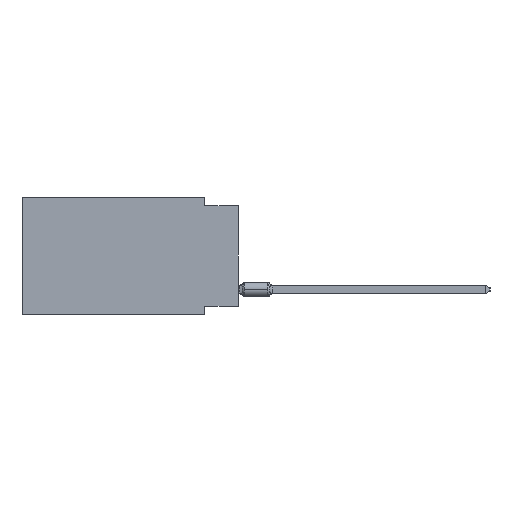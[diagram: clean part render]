
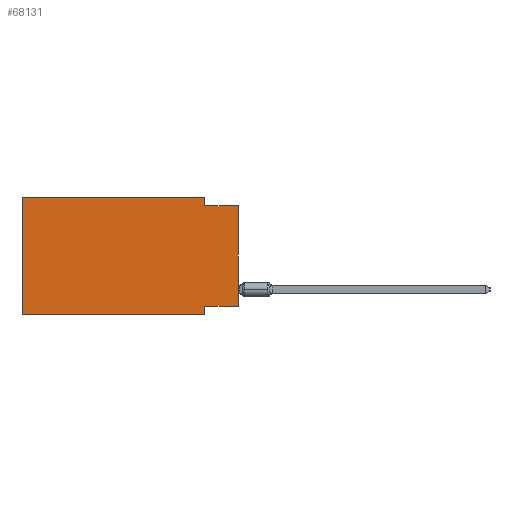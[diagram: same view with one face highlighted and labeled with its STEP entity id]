
A CAD part, left-side view. The second image highlights one B-rep face of the part: STEP entity #68131.
In plain terms, the highlighted planar face has unit normal (-1, 0, 0).
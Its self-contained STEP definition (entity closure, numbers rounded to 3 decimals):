
#1269 = LINE ( 'NONE', #50195, #9698 ) ;
#2336 = CARTESIAN_POINT ( 'NONE',  ( 0., 0., -0.635 ) ) ;
#3573 = ORIENTED_EDGE ( 'NONE', *, *, #19228, .T. ) ;
#3702 = VERTEX_POINT ( 'NONE', #18821 ) ;
#6197 = EDGE_CURVE ( 'NONE', #60049, #18573, #33921, .T. ) ;
#7387 = CARTESIAN_POINT ( 'NONE',  ( 0., 16.383, -8.89 ) ) ;
#8057 = EDGE_CURVE ( 'NONE', #24580, #66302, #58228, .T. ) ;
#9200 = DIRECTION ( 'NONE',  ( 0., -1., 0. ) ) ;
#9322 = DIRECTION ( 'NONE',  ( 0., 1., 0. ) ) ;
#9698 = VECTOR ( 'NONE', #38481, 1000. ) ;
#9969 = CARTESIAN_POINT ( 'NONE',  ( 0., 2.54, -0.635 ) ) ;
#10171 = CARTESIAN_POINT ( 'NONE',  ( 0., 2.54, 0. ) ) ;
#11383 = DIRECTION ( 'NONE',  ( 0., 0., -1. ) ) ;
#12654 = VERTEX_POINT ( 'NONE', #76731 ) ;
#13547 = ORIENTED_EDGE ( 'NONE', *, *, #71643, .F. ) ;
#14174 = VECTOR ( 'NONE', #33282, 1000. ) ;
#14773 = VECTOR ( 'NONE', #9200, 1000. ) ;
#14969 = DIRECTION ( 'NONE',  ( 1., 0., 0. ) ) ;
#16476 = VECTOR ( 'NONE', #41371, 1000. ) ;
#17000 = ORIENTED_EDGE ( 'NONE', *, *, #8057, .F. ) ;
#18573 = VERTEX_POINT ( 'NONE', #9969 ) ;
#18821 = CARTESIAN_POINT ( 'NONE',  ( 0., 2.54, -8.89 ) ) ;
#19228 = EDGE_CURVE ( 'NONE', #12654, #3702, #27213, .T. ) ;
#20798 = VECTOR ( 'NONE', #9322, 1000. ) ;
#23057 = PLANE ( 'NONE',  #40420 ) ;
#23621 = VECTOR ( 'NONE', #11383, 1000. ) ;
#24082 = ORIENTED_EDGE ( 'NONE', *, *, #48236, .F. ) ;
#24580 = VERTEX_POINT ( 'NONE', #58420 ) ;
#25405 = VECTOR ( 'NONE', #45191, 1000. ) ;
#27213 = LINE ( 'NONE', #7387, #14174 ) ;
#29505 = EDGE_CURVE ( 'NONE', #24580, #73279, #51254, .T. ) ;
#31987 = ORIENTED_EDGE ( 'NONE', *, *, #79213, .F. ) ;
#33282 = DIRECTION ( 'NONE',  ( 0., -1., 0. ) ) ;
#33921 = LINE ( 'NONE', #39571, #60703 ) ;
#35193 = CARTESIAN_POINT ( 'NONE',  ( 0., 16.383, 0. ) ) ;
#36619 = EDGE_CURVE ( 'NONE', #66302, #3702, #71648, .T. ) ;
#38481 = DIRECTION ( 'NONE',  ( 0., -1., 0. ) ) ;
#39571 = CARTESIAN_POINT ( 'NONE',  ( 0., 2.54, 0. ) ) ;
#39698 = EDGE_LOOP ( 'NONE', ( #56332, #13547, #78300, #31987, #24082, #3573, #58363, #17000 ) ) ;
#40420 = AXIS2_PLACEMENT_3D ( 'NONE', #35193, #14969, #40851 ) ;
#40441 = FACE_OUTER_BOUND ( 'NONE', #39698, .T. ) ;
#40534 = CARTESIAN_POINT ( 'NONE',  ( 0., 2.54, -8.89 ) ) ;
#40851 = DIRECTION ( 'NONE',  ( 0., 0., -1. ) ) ;
#41371 = DIRECTION ( 'NONE',  ( 0., 0., 1. ) ) ;
#45191 = DIRECTION ( 'NONE',  ( 0., 0., 1. ) ) ;
#48236 = EDGE_CURVE ( 'NONE', #12654, #78033, #78134, .T. ) ;
#50195 = CARTESIAN_POINT ( 'NONE',  ( 0., 16.383, 0. ) ) ;
#51254 = LINE ( 'NONE', #75928, #25405 ) ;
#51783 = CARTESIAN_POINT ( 'NONE',  ( 0., 0., -8.255 ) ) ;
#56332 = ORIENTED_EDGE ( 'NONE', *, *, #29505, .T. ) ;
#57302 = LINE ( 'NONE', #2336, #14773 ) ;
#57498 = CARTESIAN_POINT ( 'NONE',  ( 0., 2.54, -8.255 ) ) ;
#57522 = CARTESIAN_POINT ( 'NONE',  ( 0., 0., -0.635 ) ) ;
#58228 = LINE ( 'NONE', #51783, #20798 ) ;
#58363 = ORIENTED_EDGE ( 'NONE', *, *, #36619, .F. ) ;
#58420 = CARTESIAN_POINT ( 'NONE',  ( 0., 0., -8.255 ) ) ;
#60049 = VERTEX_POINT ( 'NONE', #10171 ) ;
#60703 = VECTOR ( 'NONE', #69085, 1000. ) ;
#66302 = VERTEX_POINT ( 'NONE', #57498 ) ;
#68131 = ADVANCED_FACE ( 'NONE', ( #40441 ), #23057, .F. ) ;
#69085 = DIRECTION ( 'NONE',  ( 0., 0., -1. ) ) ;
#71643 = EDGE_CURVE ( 'NONE', #18573, #73279, #57302, .T. ) ;
#71648 = LINE ( 'NONE', #40534, #23621 ) ;
#72086 = CARTESIAN_POINT ( 'NONE',  ( 0., 16.383, 0. ) ) ;
#73279 = VERTEX_POINT ( 'NONE', #57522 ) ;
#75928 = CARTESIAN_POINT ( 'NONE',  ( 0., 0., 0. ) ) ;
#76731 = CARTESIAN_POINT ( 'NONE',  ( 0., 16.383, -8.89 ) ) ;
#76835 = CARTESIAN_POINT ( 'NONE',  ( 0., 16.383, 0. ) ) ;
#78033 = VERTEX_POINT ( 'NONE', #76835 ) ;
#78134 = LINE ( 'NONE', #72086, #16476 ) ;
#78300 = ORIENTED_EDGE ( 'NONE', *, *, #6197, .F. ) ;
#79213 = EDGE_CURVE ( 'NONE', #78033, #60049, #1269, .T. ) ;
